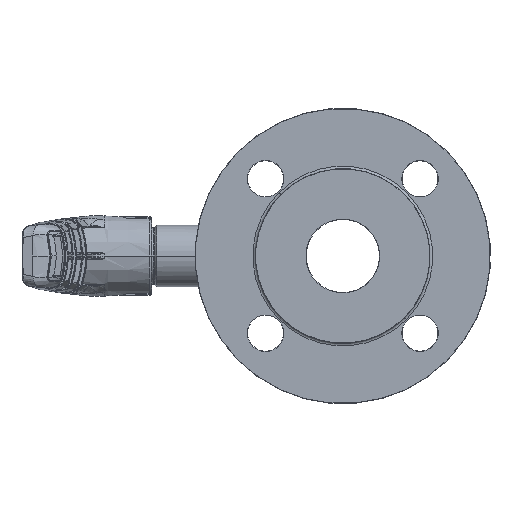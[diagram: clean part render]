
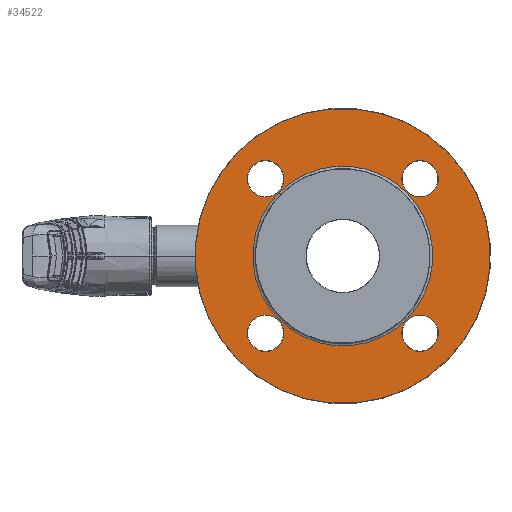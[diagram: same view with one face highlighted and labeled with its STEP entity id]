
A CAD part, left-side view. The second image highlights one B-rep face of the part: STEP entity #34522.
In plain terms, the highlighted planar face has unit normal (-1, 0, 0).
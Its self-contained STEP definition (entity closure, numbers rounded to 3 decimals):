
#489 = EDGE_LOOP ( 'NONE', ( #15312, #2059 ) ) ;
#950 = AXIS2_PLACEMENT_3D ( 'NONE', #12014, #34384, #29854 ) ;
#2059 = ORIENTED_EDGE ( 'NONE', *, *, #14802, .T. ) ;
#2166 = CIRCLE ( 'NONE', #13093, 7.1 ) ;
#2219 = AXIS2_PLACEMENT_3D ( 'NONE', #10521, #23233, #2351 ) ;
#2256 = VERTEX_POINT ( 'NONE', #53318 ) ;
#2351 = DIRECTION ( 'NONE',  ( 0., -0.707, -0.707 ) ) ;
#2565 = DIRECTION ( 'NONE',  ( 0., 0.707, 0.707 ) ) ;
#2905 = VERTEX_POINT ( 'NONE', #6199 ) ;
#3037 = CARTESIAN_POINT ( 'NONE',  ( -78., 35.072, -25.032 ) ) ;
#3145 = VERTEX_POINT ( 'NONE', #15869 ) ;
#3864 = EDGE_LOOP ( 'NONE', ( #48012, #23131 ) ) ;
#5791 = DIRECTION ( 'NONE',  ( -1., 0., 0. ) ) ;
#6199 = CARTESIAN_POINT ( 'NONE',  ( -78., -40.588, -40.588 ) ) ;
#6582 = VERTEX_POINT ( 'NONE', #40644 ) ;
#6869 = CIRCLE ( 'NONE', #23971, 57.4 ) ;
#7424 = FACE_BOUND ( 'NONE', #3864, .T. ) ;
#7978 = VERTEX_POINT ( 'NONE', #32001 ) ;
#8476 = EDGE_LOOP ( 'NONE', ( #30815, #45470 ) ) ;
#8769 = VERTEX_POINT ( 'NONE', #41833 ) ;
#9376 = AXIS2_PLACEMENT_3D ( 'NONE', #20985, #42747, #25526 ) ;
#9815 = EDGE_CURVE ( 'NONE', #2905, #12912, #6869, .T. ) ;
#9859 = DIRECTION ( 'NONE',  ( 1., 0., 0. ) ) ;
#9944 = AXIS2_PLACEMENT_3D ( 'NONE', #37541, #15782, #46071 ) ;
#10158 = DIRECTION ( 'NONE',  ( 0., -0.707, -0.707 ) ) ;
#10521 = CARTESIAN_POINT ( 'NONE',  ( -78., 30.052, 30.052 ) ) ;
#10638 = PLANE ( 'NONE',  #17489 ) ;
#11449 = CARTESIAN_POINT ( 'NONE',  ( -78., -30.052, -30.052 ) ) ;
#12014 = CARTESIAN_POINT ( 'NONE',  ( -78., 0., 0. ) ) ;
#12910 = CIRCLE ( 'NONE', #2219, 7.1 ) ;
#12912 = VERTEX_POINT ( 'NONE', #27905 ) ;
#12964 = EDGE_CURVE ( 'NONE', #13894, #16540, #51263, .T. ) ;
#13093 = AXIS2_PLACEMENT_3D ( 'NONE', #42761, #42936, #20997 ) ;
#13176 = CIRCLE ( 'NONE', #55784, 35. ) ;
#13894 = VERTEX_POINT ( 'NONE', #3037 ) ;
#14643 = CARTESIAN_POINT ( 'NONE',  ( -78., 40.659, -40.659 ) ) ;
#14802 = EDGE_CURVE ( 'NONE', #12912, #2905, #33893, .T. ) ;
#15312 = ORIENTED_EDGE ( 'NONE', *, *, #9815, .T. ) ;
#15782 = DIRECTION ( 'NONE',  ( 1., 0., 0. ) ) ;
#15869 = CARTESIAN_POINT ( 'NONE',  ( -78., -25.032, 35.072 ) ) ;
#16086 = ORIENTED_EDGE ( 'NONE', *, *, #55129, .T. ) ;
#16316 = CIRCLE ( 'NONE', #16749, 7.1 ) ;
#16476 = AXIS2_PLACEMENT_3D ( 'NONE', #48477, #9859, #17866 ) ;
#16540 = VERTEX_POINT ( 'NONE', #17605 ) ;
#16749 = AXIS2_PLACEMENT_3D ( 'NONE', #37224, #23777, #23960 ) ;
#17489 = AXIS2_PLACEMENT_3D ( 'NONE', #14643, #45486, #27523 ) ;
#17605 = CARTESIAN_POINT ( 'NONE',  ( -78., 25.032, -35.072 ) ) ;
#17866 = DIRECTION ( 'NONE',  ( 0., -0.707, -0.707 ) ) ;
#18739 = ORIENTED_EDGE ( 'NONE', *, *, #12964, .T. ) ;
#19534 = EDGE_LOOP ( 'NONE', ( #53007, #44983 ) ) ;
#19633 = FACE_BOUND ( 'NONE', #24024, .T. ) ;
#19870 = CARTESIAN_POINT ( 'NONE',  ( -78., 0., 0. ) ) ;
#20985 = CARTESIAN_POINT ( 'NONE',  ( -78., 30.052, -30.052 ) ) ;
#20997 = DIRECTION ( 'NONE',  ( 0., -0.707, -0.707 ) ) ;
#22693 = CIRCLE ( 'NONE', #16476, 7.1 ) ;
#23131 = ORIENTED_EDGE ( 'NONE', *, *, #50781, .T. ) ;
#23233 = DIRECTION ( 'NONE',  ( 1., 0., 0. ) ) ;
#23777 = DIRECTION ( 'NONE',  ( 1., 0., 0. ) ) ;
#23818 = AXIS2_PLACEMENT_3D ( 'NONE', #50809, #50230, #45726 ) ;
#23960 = DIRECTION ( 'NONE',  ( 0., -0.707, -0.707 ) ) ;
#23971 = AXIS2_PLACEMENT_3D ( 'NONE', #36682, #5791, #10158 ) ;
#23994 = DIRECTION ( 'NONE',  ( -1., 0., 0. ) ) ;
#24024 = EDGE_LOOP ( 'NONE', ( #18739, #36443 ) ) ;
#24233 = CARTESIAN_POINT ( 'NONE',  ( -78., 35.072, 35.072 ) ) ;
#24259 = CARTESIAN_POINT ( 'NONE',  ( -78., 25.032, 25.032 ) ) ;
#25526 = DIRECTION ( 'NONE',  ( 0., -0.707, -0.707 ) ) ;
#26146 = EDGE_LOOP ( 'NONE', ( #29654, #16086 ) ) ;
#27523 = DIRECTION ( 'NONE',  ( 0., -0.707, -0.707 ) ) ;
#27905 = CARTESIAN_POINT ( 'NONE',  ( -78., 40.588, 40.588 ) ) ;
#28790 = CARTESIAN_POINT ( 'NONE',  ( -78., -25.032, -25.032 ) ) ;
#29077 = EDGE_CURVE ( 'NONE', #31282, #54892, #12910, .T. ) ;
#29654 = ORIENTED_EDGE ( 'NONE', *, *, #34184, .T. ) ;
#29854 = DIRECTION ( 'NONE',  ( 0., -0.707, -0.707 ) ) ;
#30122 = VERTEX_POINT ( 'NONE', #28790 ) ;
#30815 = ORIENTED_EDGE ( 'NONE', *, *, #47477, .T. ) ;
#31282 = VERTEX_POINT ( 'NONE', #24259 ) ;
#31749 = EDGE_CURVE ( 'NONE', #7978, #8769, #47089, .T. ) ;
#31759 = CIRCLE ( 'NONE', #9376, 7.1 ) ;
#32001 = CARTESIAN_POINT ( 'NONE',  ( -78., 24.749, 24.749 ) ) ;
#32008 = EDGE_CURVE ( 'NONE', #8769, #7978, #13176, .T. ) ;
#32485 = FACE_BOUND ( 'NONE', #19534, .T. ) ;
#33857 = FACE_BOUND ( 'NONE', #26146, .T. ) ;
#33893 = CIRCLE ( 'NONE', #950, 57.4 ) ;
#34184 = EDGE_CURVE ( 'NONE', #30122, #2256, #16316, .T. ) ;
#34384 = DIRECTION ( 'NONE',  ( -1., 0., 0. ) ) ;
#34522 = ADVANCED_FACE ( 'NONE', ( #35204, #40638, #7424, #33857, #19633, #32485 ), #10638, .F. ) ;
#35204 = FACE_OUTER_BOUND ( 'NONE', #489, .T. ) ;
#36443 = ORIENTED_EDGE ( 'NONE', *, *, #42833, .T. ) ;
#36682 = CARTESIAN_POINT ( 'NONE',  ( -78., 0., 0. ) ) ;
#37224 = CARTESIAN_POINT ( 'NONE',  ( -78., -30.052, -30.052 ) ) ;
#37541 = CARTESIAN_POINT ( 'NONE',  ( -78., 30.052, -30.052 ) ) ;
#37621 = CIRCLE ( 'NONE', #46136, 7.1 ) ;
#37814 = EDGE_CURVE ( 'NONE', #3145, #6582, #2166, .T. ) ;
#40638 = FACE_BOUND ( 'NONE', #8476, .T. ) ;
#40644 = CARTESIAN_POINT ( 'NONE',  ( -78., -35.072, 25.032 ) ) ;
#41035 = DIRECTION ( 'NONE',  ( 0., -0.707, -0.707 ) ) ;
#41595 = AXIS2_PLACEMENT_3D ( 'NONE', #19870, #23994, #2565 ) ;
#41833 = CARTESIAN_POINT ( 'NONE',  ( -78., -24.749, -24.749 ) ) ;
#42747 = DIRECTION ( 'NONE',  ( 1., 0., 0. ) ) ;
#42761 = CARTESIAN_POINT ( 'NONE',  ( -78., -30.052, 30.052 ) ) ;
#42833 = EDGE_CURVE ( 'NONE', #16540, #13894, #31759, .T. ) ;
#42936 = DIRECTION ( 'NONE',  ( 1., 0., 0. ) ) ;
#43671 = CARTESIAN_POINT ( 'NONE',  ( -78., 0., 0. ) ) ;
#44983 = ORIENTED_EDGE ( 'NONE', *, *, #32008, .F. ) ;
#45470 = ORIENTED_EDGE ( 'NONE', *, *, #29077, .T. ) ;
#45486 = DIRECTION ( 'NONE',  ( 1., 0., 0. ) ) ;
#45726 = DIRECTION ( 'NONE',  ( 0., -0.707, -0.707 ) ) ;
#46071 = DIRECTION ( 'NONE',  ( 0., -0.707, -0.707 ) ) ;
#46136 = AXIS2_PLACEMENT_3D ( 'NONE', #11449, #49868, #41035 ) ;
#47089 = CIRCLE ( 'NONE', #41595, 35. ) ;
#47477 = EDGE_CURVE ( 'NONE', #54892, #31282, #22693, .T. ) ;
#47648 = DIRECTION ( 'NONE',  ( -1., 0., 0. ) ) ;
#48012 = ORIENTED_EDGE ( 'NONE', *, *, #37814, .T. ) ;
#48477 = CARTESIAN_POINT ( 'NONE',  ( -78., 30.052, 30.052 ) ) ;
#49868 = DIRECTION ( 'NONE',  ( 1., 0., 0. ) ) ;
#50230 = DIRECTION ( 'NONE',  ( 1., 0., 0. ) ) ;
#50781 = EDGE_CURVE ( 'NONE', #6582, #3145, #55526, .T. ) ;
#50809 = CARTESIAN_POINT ( 'NONE',  ( -78., -30.052, 30.052 ) ) ;
#51263 = CIRCLE ( 'NONE', #9944, 7.1 ) ;
#51984 = DIRECTION ( 'NONE',  ( 0., 0.707, 0.707 ) ) ;
#53007 = ORIENTED_EDGE ( 'NONE', *, *, #31749, .F. ) ;
#53318 = CARTESIAN_POINT ( 'NONE',  ( -78., -35.072, -35.072 ) ) ;
#54892 = VERTEX_POINT ( 'NONE', #24233 ) ;
#55129 = EDGE_CURVE ( 'NONE', #2256, #30122, #37621, .T. ) ;
#55526 = CIRCLE ( 'NONE', #23818, 7.1 ) ;
#55784 = AXIS2_PLACEMENT_3D ( 'NONE', #43671, #47648, #51984 ) ;
